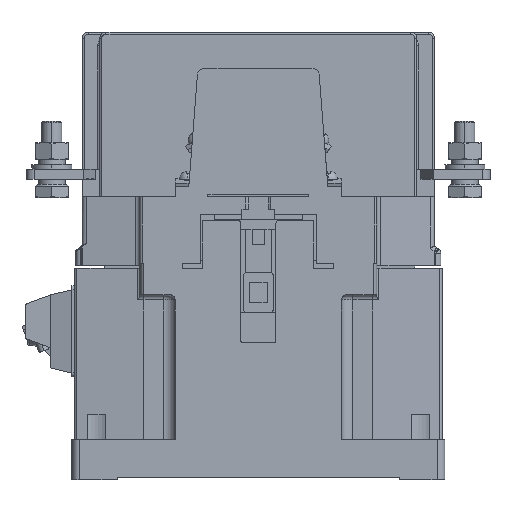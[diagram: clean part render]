
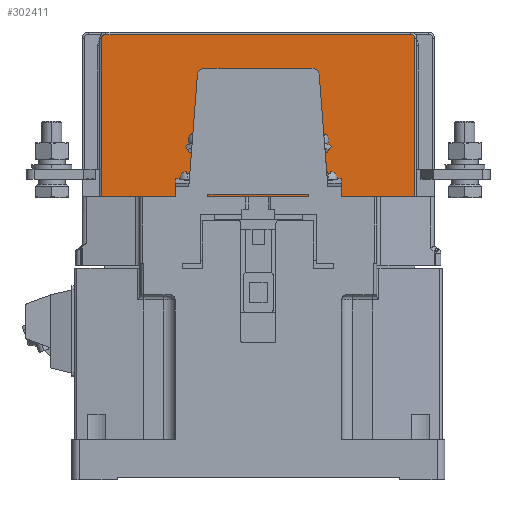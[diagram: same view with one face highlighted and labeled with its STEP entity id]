
A CAD part, left-side view. The second image highlights one B-rep face of the part: STEP entity #302411.
In plain terms, the highlighted planar face has unit normal (-1, 0, 0).
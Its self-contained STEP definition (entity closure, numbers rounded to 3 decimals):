
#20578=DIRECTION('',(0.,1.,0.));
#20579=VECTOR('',#20578,124.4);
#20580=CARTESIAN_POINT('',(-57.,-62.2,99.5));
#20581=LINE('',#20580,#20579);
#64718=DIRECTION('',(0.,0.,1.));
#64719=VECTOR('',#64718,62.9);
#64720=CARTESIAN_POINT('',(-57.,62.2,99.5));
#64721=LINE('',#64720,#64719);
#64722=CARTESIAN_POINT('',(-57.,60.5,162.4));
#64723=DIRECTION('',(1.,0.,0.));
#64724=DIRECTION('',(0.,1.,0.));
#64725=AXIS2_PLACEMENT_3D('',#64722,#64723,#64724);
#64727=DIRECTION('',(0.,-1.,0.));
#64728=VECTOR('',#64727,121.);
#64729=CARTESIAN_POINT('',(-57.,60.5,164.1));
#64730=LINE('',#64729,#64728);
#64731=CARTESIAN_POINT('',(-57.,-60.5,162.4));
#64732=DIRECTION('',(1.,0.,0.));
#64733=DIRECTION('',(0.,0.,1.));
#64734=AXIS2_PLACEMENT_3D('',#64731,#64732,#64733);
#64736=DIRECTION('',(0.,0.,1.));
#64737=VECTOR('',#64736,62.9);
#64738=CARTESIAN_POINT('',(-57.,-62.2,99.5));
#64739=LINE('',#64738,#64737);
#170510=CARTESIAN_POINT('',(-57.,60.5,164.1));
#170511=CARTESIAN_POINT('',(-57.,-60.5,164.1));
#170512=VERTEX_POINT('',#170510);
#170513=VERTEX_POINT('',#170511);
#170514=CARTESIAN_POINT('',(-57.,62.2,162.4));
#170516=VERTEX_POINT('',#170514);
#170519=CARTESIAN_POINT('',(-57.,-62.2,162.4));
#170521=VERTEX_POINT('',#170519);
#173450=CARTESIAN_POINT('',(-57.,-62.2,99.5));
#173451=CARTESIAN_POINT('',(-57.,62.2,99.5));
#173452=VERTEX_POINT('',#173450);
#173453=VERTEX_POINT('',#173451);
#302394=CARTESIAN_POINT('',(-57.,-63.,164.9));
#302395=DIRECTION('',(-1.,0.,0.));
#302396=DIRECTION('',(0.,1.,0.));
#302397=AXIS2_PLACEMENT_3D('',#302394,#302395,#302396);
#302398=PLANE('',#302397);
#302399=ORIENTED_EDGE('',*,*,#214441,.T.);
#302401=ORIENTED_EDGE('',*,*,#302400,.T.);
#302403=ORIENTED_EDGE('',*,*,#302402,.T.);
#302405=ORIENTED_EDGE('',*,*,#302404,.T.);
#302407=ORIENTED_EDGE('',*,*,#302406,.T.);
#302408=ORIENTED_EDGE('',*,*,#302379,.F.);
#302409=EDGE_LOOP('',(#302399,#302401,#302403,#302405,#302407,#302408));
#302410=FACE_OUTER_BOUND('',#302409,.F.);
#302411=ADVANCED_FACE('',(#302410),#302398,.T.);
#64726=CIRCLE('',#64725,1.7);
#64735=CIRCLE('',#64734,1.7);
#214441=EDGE_CURVE('',#173452,#173453,#20581,.T.);
#302379=EDGE_CURVE('',#173452,#170521,#64739,.T.);
#302400=EDGE_CURVE('',#173453,#170516,#64721,.T.);
#302402=EDGE_CURVE('',#170516,#170512,#64726,.T.);
#302404=EDGE_CURVE('',#170512,#170513,#64730,.T.);
#302406=EDGE_CURVE('',#170513,#170521,#64735,.T.);
